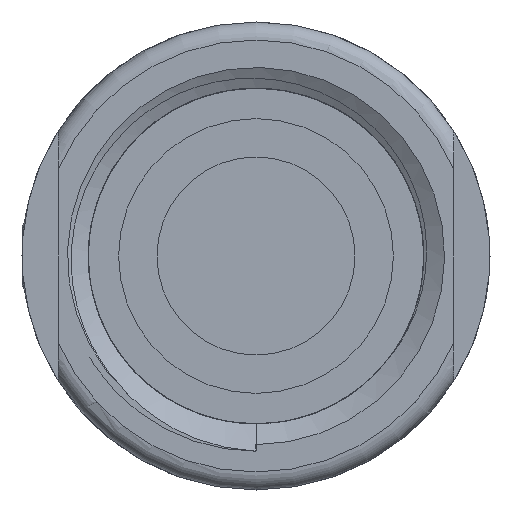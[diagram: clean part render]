
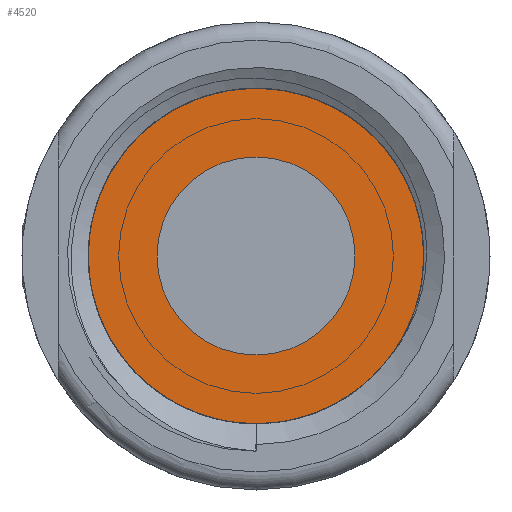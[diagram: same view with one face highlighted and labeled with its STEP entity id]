
A CAD part, left-side view. The second image highlights one B-rep face of the part: STEP entity #4520.
In plain terms, the highlighted planar face has unit normal (-1, 0, 0).
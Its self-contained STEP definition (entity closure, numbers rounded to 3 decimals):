
#154=PLANE('',#5132);
#213=FACE_BOUND('',#1456,.T.);
#1161=FACE_OUTER_BOUND('',#1455,.T.);
#1455=EDGE_LOOP('',(#4201,#4202));
#1456=EDGE_LOOP('',(#4203,#4204));
#1741=CIRCLE('',#5084,9.325);
#1742=CIRCLE('',#5085,9.325);
#1768=CIRCLE('',#5124,5.5);
#1769=CIRCLE('',#5125,5.5);
#2212=VERTEX_POINT('',#16011);
#2213=VERTEX_POINT('',#16012);
#2254=VERTEX_POINT('',#16348);
#2255=VERTEX_POINT('',#16350);
#2850=EDGE_CURVE('',#2212,#2213,#1741,.T.);
#2851=EDGE_CURVE('',#2213,#2212,#1742,.T.);
#2906=EDGE_CURVE('',#2254,#2255,#1768,.T.);
#2907=EDGE_CURVE('',#2255,#2254,#1769,.T.);
#4201=ORIENTED_EDGE('',*,*,#2850,.T.);
#4202=ORIENTED_EDGE('',*,*,#2851,.T.);
#4203=ORIENTED_EDGE('',*,*,#2907,.F.);
#4204=ORIENTED_EDGE('',*,*,#2906,.F.);
#4520=ADVANCED_FACE('',(#1161,#213),#154,.F.);
#5084=AXIS2_PLACEMENT_3D('',#16013,#6298,#6299);
#5085=AXIS2_PLACEMENT_3D('',#16014,#6300,#6301);
#5124=AXIS2_PLACEMENT_3D('',#16351,#6391,#6392);
#5125=AXIS2_PLACEMENT_3D('',#16352,#6393,#6394);
#5132=AXIS2_PLACEMENT_3D('',#16506,#6410,#6411);
#6298=DIRECTION('center_axis',(-1.,0.,0.));
#6299=DIRECTION('ref_axis',(0.,0.,
-1.));
#6300=DIRECTION('center_axis',(-1.,0.,0.));
#6301=DIRECTION('ref_axis',(0.,0.,
-1.));
#6391=DIRECTION('center_axis',(-1.,0.,0.));
#6392=DIRECTION('ref_axis',(0.,0.,
-1.));
#6393=DIRECTION('center_axis',(-1.,0.,0.));
#6394=DIRECTION('ref_axis',(0.,0.,
-1.));
#6410=DIRECTION('center_axis',(1.,0.,0.));
#6411=DIRECTION('ref_axis',(0.,0.,
1.));
#16011=CARTESIAN_POINT('',(-6.3,0.,-9.325));
#16012=CARTESIAN_POINT('',(-6.3,0.,9.325));
#16013=CARTESIAN_POINT('Origin',(-6.3,0.,
0.));
#16014=CARTESIAN_POINT('Origin',(-6.3,0.,
0.));
#16348=CARTESIAN_POINT('',(-6.3,0.,5.5));
#16350=CARTESIAN_POINT('',(-6.3,0.,-5.5));
#16351=CARTESIAN_POINT('Origin',(-6.3,0.,
0.));
#16352=CARTESIAN_POINT('Origin',(-6.3,0.,
0.));
#16506=CARTESIAN_POINT('Origin',(-6.3,-9.325,0.));
